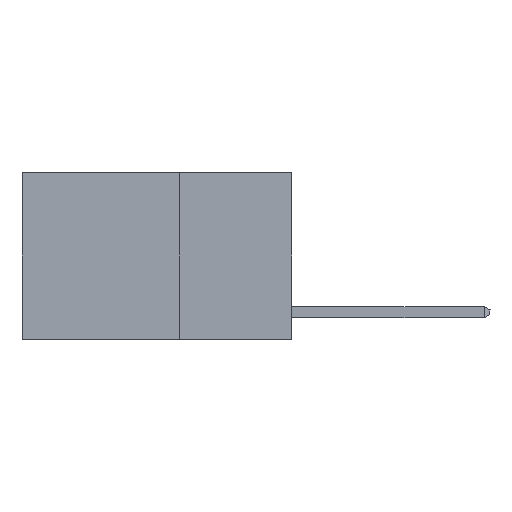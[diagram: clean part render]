
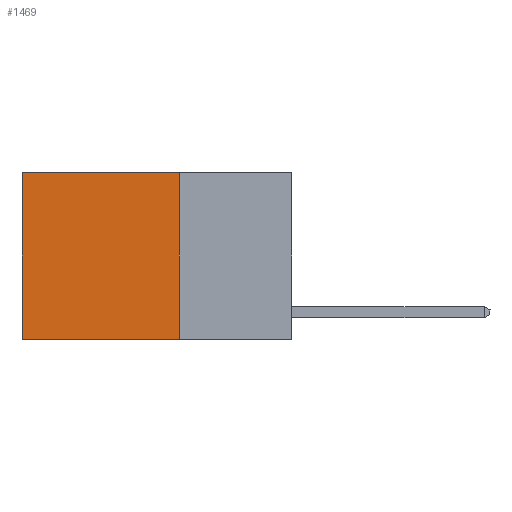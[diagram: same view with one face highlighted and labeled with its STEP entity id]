
A CAD part, left-side view. The second image highlights one B-rep face of the part: STEP entity #1469.
In plain terms, the highlighted planar face has unit normal (-1, 0, 0).
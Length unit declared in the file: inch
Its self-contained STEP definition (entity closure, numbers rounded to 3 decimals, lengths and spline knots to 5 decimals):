
#1469 = ADVANCED_FACE ( 'NONE', ( #19442 ), #1863, .F. ) ;
#1643 = DIRECTION ( 'NONE',  ( 0., 0., -1. ) ) ;
#1702 = VERTEX_POINT ( 'NONE', #23007 ) ;
#1863 = PLANE ( 'NONE',  #18095 ) ;
#2007 = EDGE_CURVE ( 'NONE', #14709, #5346, #23032, .T. ) ;
#2400 = ORIENTED_EDGE ( 'NONE', *, *, #6130, .F. ) ;
#3454 = VECTOR ( 'NONE', #14395, 39.37008 ) ;
#5168 = LINE ( 'NONE', #5426, #14670 ) ;
#5346 = VERTEX_POINT ( 'NONE', #17075 ) ;
#5426 = CARTESIAN_POINT ( 'NONE',  ( 0.2625, 0.6, 0. ) ) ;
#5876 = CARTESIAN_POINT ( 'NONE',  ( 0.2625, 0.25, 0. ) ) ;
#6130 = EDGE_CURVE ( 'NONE', #1702, #22226, #18142, .T. ) ;
#6551 = DIRECTION ( 'NONE',  ( 1., 0., 0. ) ) ;
#7902 = VECTOR ( 'NONE', #9405, 39.37008 ) ;
#8414 = CARTESIAN_POINT ( 'NONE',  ( 0.2625, 0.25, 0. ) ) ;
#9405 = DIRECTION ( 'NONE',  ( 0., 0., -1. ) ) ;
#10527 = DIRECTION ( 'NONE',  ( 0., 0., -1. ) ) ;
#11275 = CARTESIAN_POINT ( 'NONE',  ( 0.2625, 0.25, 0. ) ) ;
#12151 = CARTESIAN_POINT ( 'NONE',  ( 0.2625, 0.25, -0.37 ) ) ;
#12824 = EDGE_CURVE ( 'NONE', #14709, #1702, #17357, .T. ) ;
#13097 = VECTOR ( 'NONE', #17772, 39.37008 ) ;
#13703 = ORIENTED_EDGE ( 'NONE', *, *, #17454, .T. ) ;
#14132 = ORIENTED_EDGE ( 'NONE', *, *, #12824, .F. ) ;
#14395 = DIRECTION ( 'NONE',  ( 0., 1., 0. ) ) ;
#14670 = VECTOR ( 'NONE', #1643, 39.37008 ) ;
#14709 = VERTEX_POINT ( 'NONE', #5876 ) ;
#14781 = CARTESIAN_POINT ( 'NONE',  ( 0.2625, 0.25, 0. ) ) ;
#17075 = CARTESIAN_POINT ( 'NONE',  ( 0.2625, 0.6, 0. ) ) ;
#17357 = LINE ( 'NONE', #11275, #7902 ) ;
#17454 = EDGE_CURVE ( 'NONE', #5346, #22226, #5168, .T. ) ;
#17772 = DIRECTION ( 'NONE',  ( 0., 1., 0. ) ) ;
#18095 = AXIS2_PLACEMENT_3D ( 'NONE', #8414, #6551, #10527 ) ;
#18142 = LINE ( 'NONE', #12151, #13097 ) ;
#19442 = FACE_OUTER_BOUND ( 'NONE', #21970, .T. ) ;
#21454 = CARTESIAN_POINT ( 'NONE',  ( 0.2625, 0.6, -0.37 ) ) ;
#21970 = EDGE_LOOP ( 'NONE', ( #13703, #2400, #14132, #24453 ) ) ;
#22226 = VERTEX_POINT ( 'NONE', #21454 ) ;
#23007 = CARTESIAN_POINT ( 'NONE',  ( 0.2625, 0.25, -0.37 ) ) ;
#23032 = LINE ( 'NONE', #14781, #3454 ) ;
#24453 = ORIENTED_EDGE ( 'NONE', *, *, #2007, .T. ) ;
